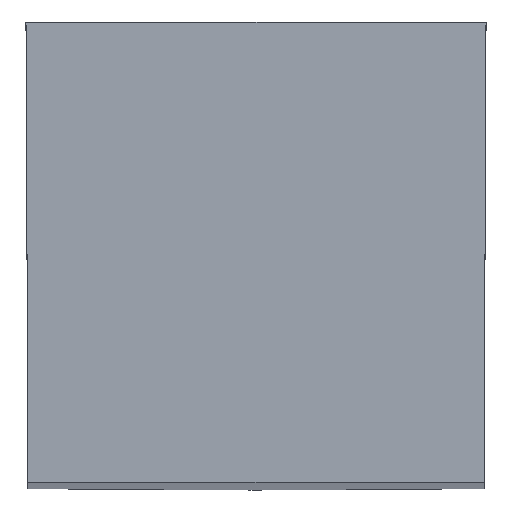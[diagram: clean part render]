
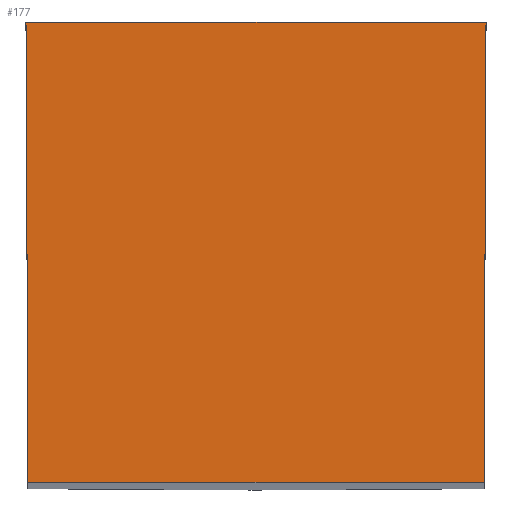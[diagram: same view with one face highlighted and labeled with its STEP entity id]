
A CAD part, top view. The second image highlights one B-rep face of the part: STEP entity #177.
In plain terms, the highlighted planar face has unit normal (0, 0, 1).
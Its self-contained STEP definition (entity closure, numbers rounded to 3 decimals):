
#177=ADVANCED_FACE('',(#232),#210,.F.);
#210=PLANE('',#773);
#232=FACE_OUTER_BOUND('',#256,.T.);
#256=EDGE_LOOP('',(#350,#351,#352,#353));
#350=ORIENTED_EDGE('',*,*,#523,.T.);
#351=ORIENTED_EDGE('',*,*,#531,.T.);
#352=ORIENTED_EDGE('',*,*,#534,.F.);
#353=ORIENTED_EDGE('',*,*,#526,.T.);
#463=VERTEX_POINT('',#1075);
#465=VERTEX_POINT('',#1079);
#467=VERTEX_POINT('',#1086);
#469=VERTEX_POINT('',#1093);
#523=EDGE_CURVE('',#463,#465,#596,.T.);
#526=EDGE_CURVE('',#467,#463,#598,.T.);
#531=EDGE_CURVE('',#465,#469,#602,.T.);
#534=EDGE_CURVE('',#467,#469,#603,.T.);
#596=LINE('',#1080,#646);
#598=LINE('',#1085,#648);
#602=LINE('',#1094,#652);
#603=LINE('',#1100,#653);
#646=VECTOR('',#870,1.);
#648=VECTOR('',#876,1.);
#652=VECTOR('',#884,1.);
#653=VECTOR('',#895,1.);
#773=AXIS2_PLACEMENT_3D('',#1102,#898,#899);
#870=DIRECTION('',(-1.,0.,0.));
#876=DIRECTION('',(0.004,1.,0.));
#884=DIRECTION('',(0.004,-1.,0.));
#895=DIRECTION('',(-1.,0.,0.));
#898=DIRECTION('',(0.,0.,-1.));
#899=DIRECTION('',(1.,0.,0.));
#1075=CARTESIAN_POINT('',(12.65,12.65,0.));
#1079=CARTESIAN_POINT('',(0.,12.65,0.));
#1080=CARTESIAN_POINT('',(14.7,12.65,0.));
#1085=CARTESIAN_POINT('',(12.65,12.65,0.));
#1086=CARTESIAN_POINT('',(12.595,0.,0.));
#1093=CARTESIAN_POINT('',(0.055,0.,0.));
#1094=CARTESIAN_POINT('',(0.,12.65,0.));
#1100=CARTESIAN_POINT('',(14.7,0.,0.));
#1102=CARTESIAN_POINT('',(14.7,14.65,0.));
